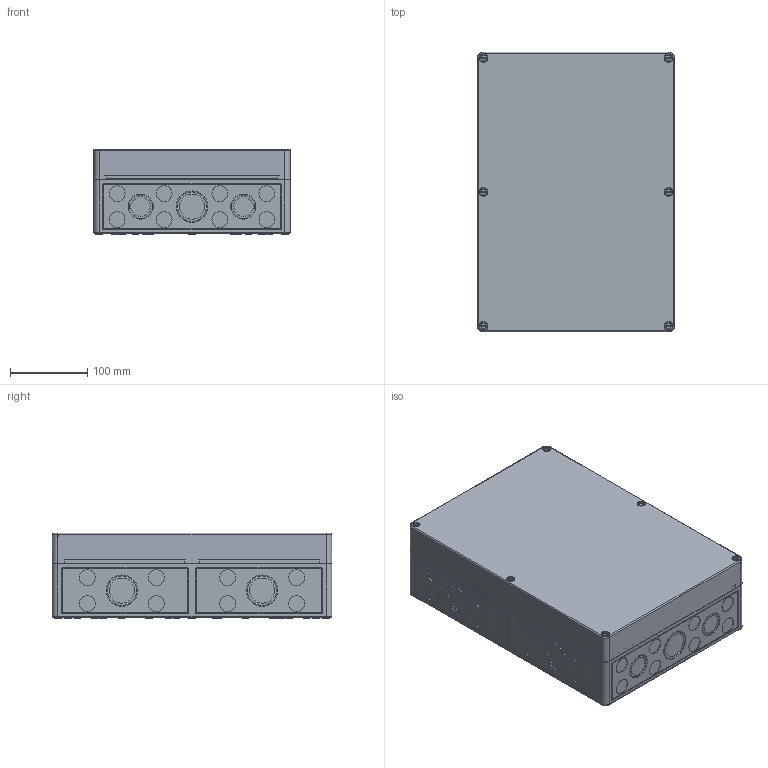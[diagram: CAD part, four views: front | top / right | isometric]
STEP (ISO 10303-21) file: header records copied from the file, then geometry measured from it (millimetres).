
FILE_DESCRIPTION (( 'STEP AP203' ), '1' );
FILE_NAME ('60253615.step', '2014-12-03T15:01:09', ( 'Windows-Benutzer' ), ( '' ), 'SwSTEP 2.0', 'SolidWorks 2014', '' );
FILE_SCHEMA (( 'CONFIG_CONTROL_DESIGN' ));
Length unit declared in the file: millimetre
Products named in the file (4): 60253615; Kasten_TK3625-m60253615; Deckel_TK3625-1160253615; Schraube_TK58mm-grau60253615
Assembly tree (8 placements, depth 2):
  60253615
    Kasten_TK3625-m60253615
    Deckel_TK3625-1160253615
    Schraube_TK58mm-grau60253615  x6
Bounding box: 254 x 361 x 110.7 mm (x, y, z)
Volume: 1084539.6 mm3; surface area: 691468.2 mm2
Topology: 8 solids, 8 shells, 1819 faces, 4442 edges, 2924 vertices
Faces by surface type: plane 1009, cylinder 702, cone 88, torus 20
Entity records: 42604 total; most frequent: DIRECTION 7728, CARTESIAN_POINT 7281, ORIENTED_EDGE 6884, EDGE_CURVE 3442, AXIS2_PLACEMENT_3D 2883, VERTEX_POINT 2264, VECTOR 1962, LINE 1962
